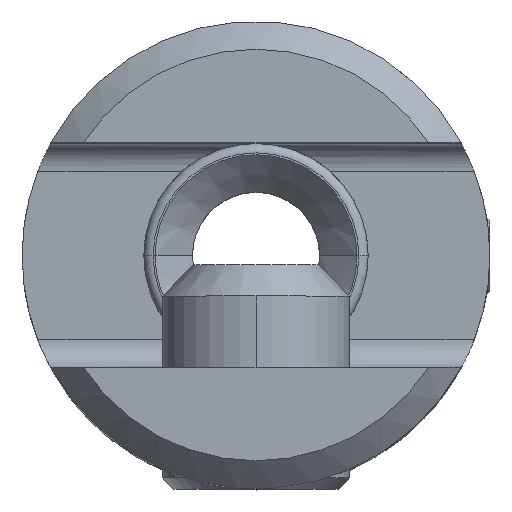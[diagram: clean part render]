
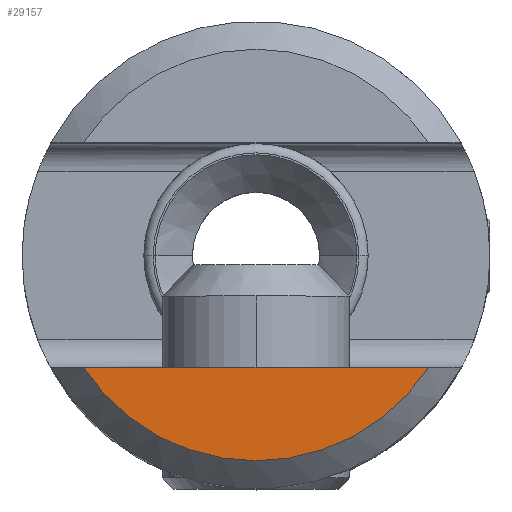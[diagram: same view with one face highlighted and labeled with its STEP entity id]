
A CAD part, top view. The second image highlights one B-rep face of the part: STEP entity #29157.
In plain terms, the highlighted planar face has unit normal (0, 0, 1).
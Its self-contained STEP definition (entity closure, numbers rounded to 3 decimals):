
#2341 = CIRCLE ( 'NONE', #11829, 11. ) ;
#2831 = DIRECTION ( 'NONE',  ( 1., 0., 0. ) ) ;
#2936 = CARTESIAN_POINT ( 'NONE',  ( 0., 0., 15. ) ) ;
#4068 = VERTEX_POINT ( 'NONE', #26859 ) ;
#6942 = AXIS2_PLACEMENT_3D ( 'NONE', #2936, #27908, #2831 ) ;
#9273 = CARTESIAN_POINT ( 'NONE',  ( 0., 0., 15. ) ) ;
#11829 = AXIS2_PLACEMENT_3D ( 'NONE', #9273, #19165, #24227 ) ;
#16575 = ORIENTED_EDGE ( 'NONE', *, *, #32253, .T. ) ;
#16869 = CARTESIAN_POINT ( 'NONE',  ( -10.966, -6., 15. ) ) ;
#17783 = ORIENTED_EDGE ( 'NONE', *, *, #22130, .F. ) ;
#19165 = DIRECTION ( 'NONE',  ( 0., 0., 1. ) ) ;
#19635 = LINE ( 'NONE', #16869, #28247 ) ;
#20203 = FACE_OUTER_BOUND ( 'NONE', #21665, .T. ) ;
#21665 = EDGE_LOOP ( 'NONE', ( #17783, #16575 ) ) ;
#22130 = EDGE_CURVE ( 'NONE', #27967, #4068, #19635, .T. ) ;
#23392 = CARTESIAN_POINT ( 'NONE',  ( -9.22, -6., 15. ) ) ;
#24227 = DIRECTION ( 'NONE',  ( 1., 0., 0. ) ) ;
#26522 = DIRECTION ( 'NONE',  ( 1., 0., 0. ) ) ;
#26859 = CARTESIAN_POINT ( 'NONE',  ( 9.22, -6., 15. ) ) ;
#27908 = DIRECTION ( 'NONE',  ( 0., 0., 1. ) ) ;
#27967 = VERTEX_POINT ( 'NONE', #23392 ) ;
#28243 = PLANE ( 'NONE',  #6942 ) ;
#28247 = VECTOR ( 'NONE', #26522, 1000. ) ;
#29157 = ADVANCED_FACE ( 'NONE', ( #20203 ), #28243, .T. ) ;
#32253 = EDGE_CURVE ( 'NONE', #27967, #4068, #2341, .T. ) ;
